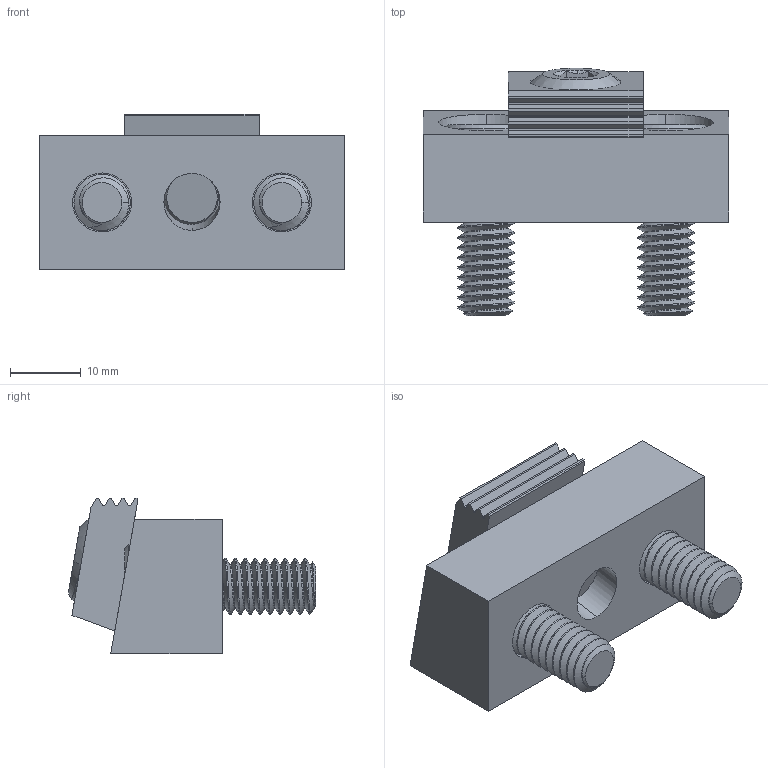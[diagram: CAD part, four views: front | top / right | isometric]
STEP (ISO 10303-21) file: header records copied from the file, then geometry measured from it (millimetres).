
FILE_DESCRIPTION (( 'STEP AP214' ), '1' );
FILE_NAME ('24106.STEP', '2023-10-12T19:22:33', ( '' ), ( '' ), 'SwSTEP 2.0', 'SolidWorks 2021', '' );
FILE_SCHEMA (( 'AUTOMOTIVE_DESIGN' ));
Length unit declared in the file: inch
Products named in the file (5): 5161834-SHCS_5161834; 10370_10370; 21006_21016; 24106; 241061_241061
Assembly tree (5 placements, depth 2):
  24106
    241061_241061
    21006_21016
    10370_10370
    5161834-SHCS_5161834  x2
Bounding box: 43.18 x 34.95 x 22.01 mm (x, y, z)
Volume: 13286.9 mm3; surface area: 9336.3 mm2
Topology: 5 solids, 5 shells, 252 faces, 653 edges, 420 vertices
Faces by surface type: cylinder 149, plane 56, cone 38, bspline 7, sphere 2
Entity records: 8671 total; most frequent: CARTESIAN_POINT 4753, ORIENTED_EDGE 870, DIRECTION 669, EDGE_CURVE 435, VERTEX_POINT 280, AXIS2_PLACEMENT_3D 243, EDGE_LOOP 185, LINE 183
